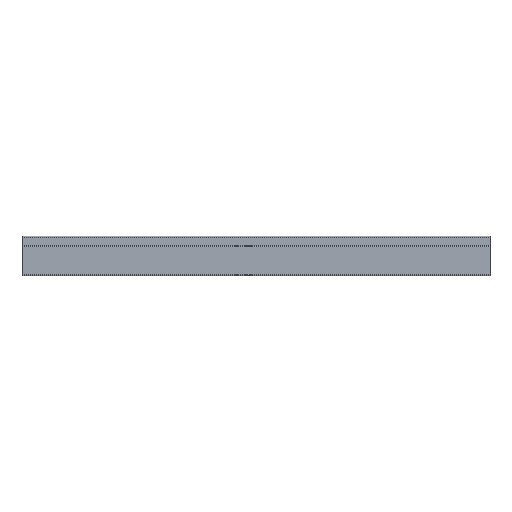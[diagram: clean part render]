
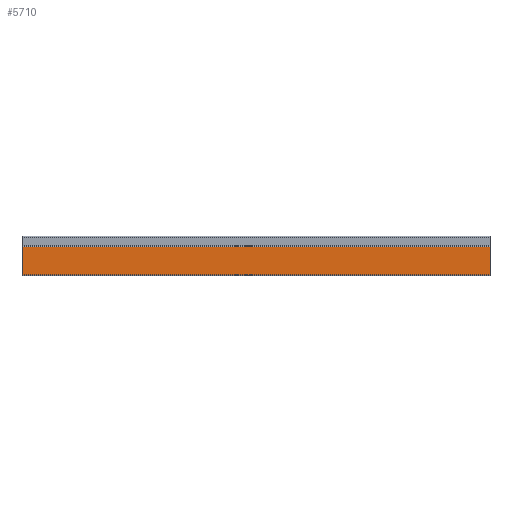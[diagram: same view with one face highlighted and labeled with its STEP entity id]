
A CAD part, top view. The second image highlights one B-rep face of the part: STEP entity #5710.
In plain terms, the highlighted planar face has unit normal (0, 0, 1).
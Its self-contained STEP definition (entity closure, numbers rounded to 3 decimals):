
#92 = AXIS2_PLACEMENT_3D ( 'NONE', #2768, #5244, #9249 ) ;
#972 = VERTEX_POINT ( 'NONE', #5166 ) ;
#1090 = FACE_OUTER_BOUND ( 'NONE', #1828, .T. ) ;
#1210 = VERTEX_POINT ( 'NONE', #3173 ) ;
#1375 = CARTESIAN_POINT ( 'NONE',  ( -0.001, -5.2, 0. ) ) ;
#1733 = CARTESIAN_POINT ( 'NONE',  ( 240., -19.7, 0. ) ) ;
#1828 = EDGE_LOOP ( 'NONE', ( #5732, #5484, #2735, #2168 ) ) ;
#1873 = EDGE_CURVE ( 'NONE', #1210, #2979, #10371, .T. ) ;
#2168 = ORIENTED_EDGE ( 'NONE', *, *, #8260, .F. ) ;
#2735 = ORIENTED_EDGE ( 'NONE', *, *, #7047, .F. ) ;
#2768 = CARTESIAN_POINT ( 'NONE',  ( 240., 0., 0. ) ) ;
#2935 = DIRECTION ( 'NONE',  ( 1., 0., 0. ) ) ;
#2979 = VERTEX_POINT ( 'NONE', #6305 ) ;
#3080 = VECTOR ( 'NONE', #2935, 1000. ) ;
#3173 = CARTESIAN_POINT ( 'NONE',  ( 0., -5.2, 0. ) ) ;
#3489 = CARTESIAN_POINT ( 'NONE',  ( 240., 0., 0. ) ) ;
#4322 = PLANE ( 'NONE',  #92 ) ;
#4340 = DIRECTION ( 'NONE',  ( 0., -1., 0. ) ) ;
#5166 = CARTESIAN_POINT ( 'NONE',  ( 240., -5.2, 0. ) ) ;
#5244 = DIRECTION ( 'NONE',  ( 0., 0., -1. ) ) ;
#5484 = ORIENTED_EDGE ( 'NONE', *, *, #9851, .T. ) ;
#5710 = ADVANCED_FACE ( 'NONE', ( #1090 ), #4322, .F. ) ;
#5732 = ORIENTED_EDGE ( 'NONE', *, *, #1873, .T. ) ;
#5796 = VECTOR ( 'NONE', #8639, 1000. ) ;
#6050 = VECTOR ( 'NONE', #9123, 1000. ) ;
#6305 = CARTESIAN_POINT ( 'NONE',  ( 0., -19.7, 0. ) ) ;
#6542 = CARTESIAN_POINT ( 'NONE',  ( 240., -19.7, 0. ) ) ;
#6556 = VERTEX_POINT ( 'NONE', #1733 ) ;
#7047 = EDGE_CURVE ( 'NONE', #972, #6556, #9114, .T. ) ;
#8260 = EDGE_CURVE ( 'NONE', #1210, #972, #8757, .T. ) ;
#8639 = DIRECTION ( 'NONE',  ( 0., -1., 0. ) ) ;
#8757 = LINE ( 'NONE', #1375, #3080 ) ;
#9068 = LINE ( 'NONE', #6542, #6050 ) ;
#9106 = VECTOR ( 'NONE', #4340, 1000. ) ;
#9114 = LINE ( 'NONE', #3489, #9106 ) ;
#9123 = DIRECTION ( 'NONE',  ( 1., 0., 0. ) ) ;
#9249 = DIRECTION ( 'NONE',  ( 0., 1., 0. ) ) ;
#9851 = EDGE_CURVE ( 'NONE', #2979, #6556, #9068, .T. ) ;
#10214 = CARTESIAN_POINT ( 'NONE',  ( 0., 0., 0. ) ) ;
#10371 = LINE ( 'NONE', #10214, #5796 ) ;
